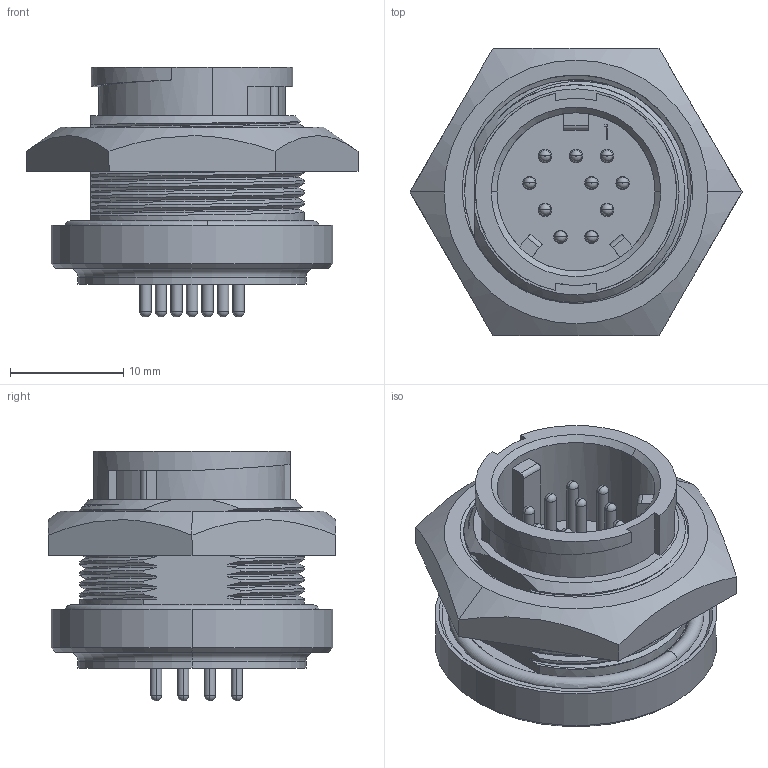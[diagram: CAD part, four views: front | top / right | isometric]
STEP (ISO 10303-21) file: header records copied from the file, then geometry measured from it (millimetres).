
FILE_DESCRIPTION (( 'STEP AP203' ), '1' );
FILE_NAME ('W4281-10PG-300.STEP', '2016-11-02T14:19:55', ( '' ), ( '' ), 'SwSTEP 2.0', 'SolidWorks 2014', '' );
FILE_SCHEMA (( 'CONFIG_CONTROL_DESIGN' ));
Length unit declared in the file: millimetre
Products named in the file (1): W4281-10PG-300
Bounding box: 29.33 x 25.4 x 22.07 mm (x, y, z)
Volume: 5297.4 mm3; surface area: 4479.2 mm2
Topology: 2 solids, 2 shells, 266 faces, 625 edges, 393 vertices
Faces by surface type: cylinder 90, plane 77, torus 44, cone 31, bspline 24
Entity records: 17657 total; most frequent: CARTESIAN_POINT 11635, DIRECTION 1255, ORIENTED_EDGE 1250, EDGE_CURVE 625, AXIS2_PLACEMENT_3D 506, VERTEX_POINT 393, EDGE_LOOP 298, ADVANCED_FACE 266
